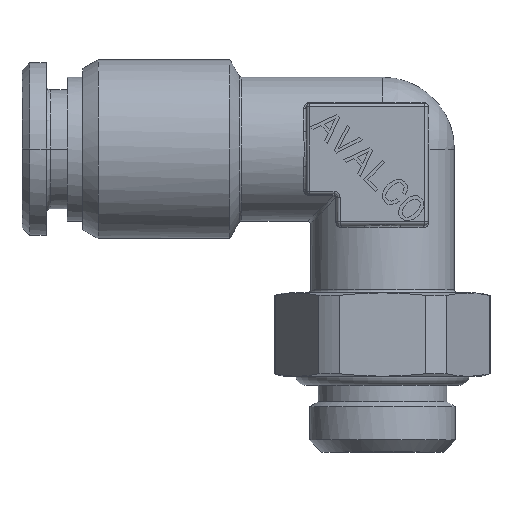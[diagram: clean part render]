
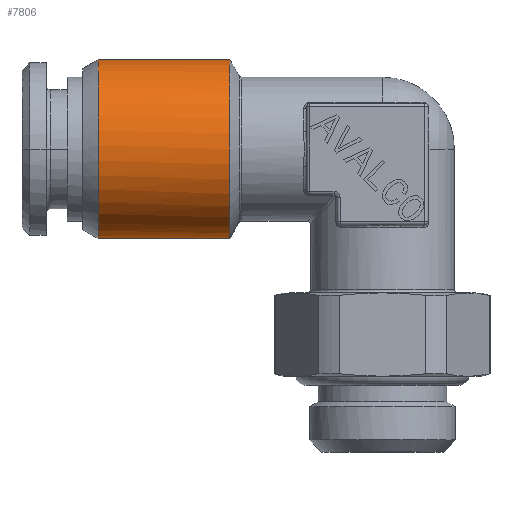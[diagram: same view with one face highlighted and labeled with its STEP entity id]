
A CAD part, top view. The second image highlights one B-rep face of the part: STEP entity #7806.
In plain terms, the highlighted cylindrical face has radius 5.9 mm (diameter 11.8 mm), a partial arc.
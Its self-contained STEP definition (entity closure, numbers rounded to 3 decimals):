
#7403=CARTESIAN_POINT('Vertex',(-10.076,5.9,0.)) ;
#7410=CARTESIAN_POINT('Vertex',(-10.076,-5.9,0.)) ;
#7431=CARTESIAN_POINT('Axis2P3D Location',(-10.076,0.,0.)) ;
#7752=CARTESIAN_POINT('Line Origine',(-20.287,-5.9,0.)) ;
#7756=CARTESIAN_POINT('Vertex',(-18.78,-5.9,0.)) ;
#7763=CARTESIAN_POINT('Vertex',(-18.78,5.9,0.)) ;
#7766=CARTESIAN_POINT('Line Origine',(-20.287,5.9,0.)) ;
#7778=CARTESIAN_POINT('Axis2P3D Location',(-20.287,0.,0.)) ;
#7784=CARTESIAN_POINT('Control Point',(-18.78,5.9,0.)) ;
#7785=CARTESIAN_POINT('Control Point',(-18.78,5.9,0.927)) ;
#7786=CARTESIAN_POINT('Control Point',(-18.78,5.718,1.854)) ;
#7787=CARTESIAN_POINT('Control Point',(-18.78,5.354,2.733)) ;
#7788=CARTESIAN_POINT('Control Point',(-18.78,4.301,4.301)) ;
#7789=CARTESIAN_POINT('Control Point',(-18.78,2.733,5.354)) ;
#7790=CARTESIAN_POINT('Control Point',(-18.78,1.854,5.718)) ;
#7791=CARTESIAN_POINT('Control Point',(-18.78,0.,6.082)) ;
#7792=CARTESIAN_POINT('Control Point',(-18.78,-1.854,5.718)) ;
#7793=CARTESIAN_POINT('Control Point',(-18.78,-2.733,5.354)) ;
#7794=CARTESIAN_POINT('Control Point',(-18.78,-4.301,4.301)) ;
#7795=CARTESIAN_POINT('Control Point',(-18.78,-5.354,2.733)) ;
#7796=CARTESIAN_POINT('Control Point',(-18.78,-5.718,1.854)) ;
#7797=CARTESIAN_POINT('Control Point',(-18.78,-5.9,0.927)) ;
#7798=CARTESIAN_POINT('Control Point',(-18.78,-5.9,0.)) ;
#7432=DIRECTION('Axis2P3D Direction',(-1.,0.,0.)) ;
#7753=DIRECTION('Vector Direction',(1.,0.,0.)) ;
#7767=DIRECTION('Vector Direction',(1.,0.,0.)) ;
#7779=DIRECTION('Axis2P3D Direction',(1.,0.,0.)) ;
#7780=DIRECTION('Axis2P3D XDirection',(0.,1.,0.)) ;
#7433=AXIS2_PLACEMENT_3D('Circle Axis2P3D',#7431,#7432,$) ;
#7781=AXIS2_PLACEMENT_3D('Cylinder Axis2P3D',#7778,#7779,#7780) ;
#7801=ORIENTED_EDGE('',*,*,#7770,.F.) ;
#7802=ORIENTED_EDGE('',*,*,#7799,.T.) ;
#7803=ORIENTED_EDGE('',*,*,#7758,.T.) ;
#7804=ORIENTED_EDGE('',*,*,#7435,.F.) ;
#7754=VECTOR('Line Direction',#7753,1.) ;
#7768=VECTOR('Line Direction',#7767,1.) ;
#7806=ADVANCED_FACE('PR507B-06G18',(#7805),#7782,.T.) ;
#7783=B_SPLINE_CURVE_WITH_KNOTS('',5,(#7784,#7785,#7786,#7787,#7788,#7789,#7790,#7791,#7792,#7793,#7794,#7795,#7796,#7797,#7798),.UNSPECIFIED.,.F.,.U.,(6,3,3,3,6),(-9.268,-4.634,0.,4.634,9.268),.UNSPECIFIED.) ;
#7434=CIRCLE('generated circle',#7433,5.9) ;
#7782=CYLINDRICAL_SURFACE('generated cylinder',#7781,5.9) ;
#7435=EDGE_CURVE('',#7404,#7411,#7434,.F.) ;
#7758=EDGE_CURVE('',#7757,#7411,#7755,.T.) ;
#7770=EDGE_CURVE('',#7764,#7404,#7769,.T.) ;
#7799=EDGE_CURVE('',#7764,#7757,#7783,.T.) ;
#7800=EDGE_LOOP('',(#7801,#7802,#7803,#7804)) ;
#7805=FACE_OUTER_BOUND('',#7800,.T.) ;
#7755=LINE('Line',#7752,#7754) ;
#7769=LINE('Line',#7766,#7768) ;
#7404=VERTEX_POINT('',#7403) ;
#7411=VERTEX_POINT('',#7410) ;
#7757=VERTEX_POINT('',#7756) ;
#7764=VERTEX_POINT('',#7763) ;
